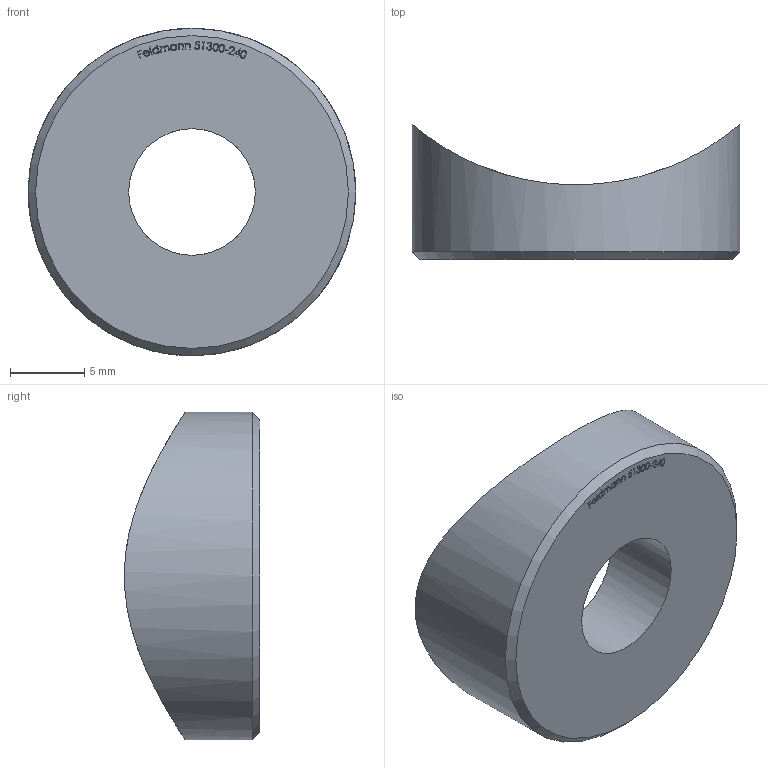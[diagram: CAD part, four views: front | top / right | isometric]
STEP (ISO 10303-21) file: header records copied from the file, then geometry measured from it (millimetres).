
FILE_DESCRIPTION (( 'STEP AP203' ), '1' );
FILE_NAME ('51300-240.step', '2023-11-21T14:17:19', ( '' ), ( '' ), 'SwSTEP 2.0', 'SolidWorks 2018', '' );
FILE_SCHEMA (( 'CONFIG_CONTROL_DESIGN' ));
Length unit declared in the file: millimetre
Products named in the file (1): 51300-240
Bounding box: 22 x 9.08 x 22 mm (x, y, z)
Volume: 1963.5 mm3; surface area: 1276.8 mm2
Topology: 1 solids, 1 shells, 224 faces, 594 edges, 396 vertices
Faces by surface type: plane 117, bspline 103, cylinder 3, cone 1
Full cylindrical faces by diameter (mm): 8.5 x1, 22 x1
Entity records: 13061 total; most frequent: CARTESIAN_POINT 8138, ORIENTED_EDGE 1180, DIRECTION 629, EDGE_CURVE 590, VERTEX_POINT 395, LINE 379, VECTOR 379, EDGE_LOOP 253
